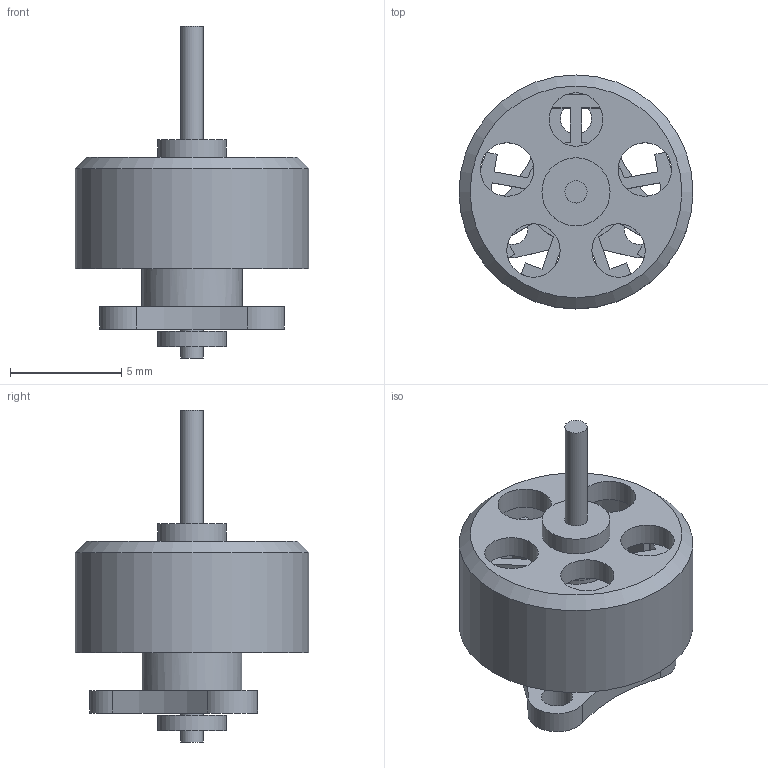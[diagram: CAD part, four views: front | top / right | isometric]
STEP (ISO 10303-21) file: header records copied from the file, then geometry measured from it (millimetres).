
FILE_DESCRIPTION(/* description */ ('STEP AP242','CAx-IF Rec.Pracs.---Representation and Presentation of Product Manufacturing Information (PMI)---4.0---2014-10-13','CAx-IF Rec.Pracs.---3D Tessellated Geometry---0.4---2014-09-14','2;1'),/* implementation_level */ '2;1');
FILE_NAME(/* name */ '66a6d961c5476c571dc28d61',/* time_stamp */ '2024-07-28T23:50:57Z',/* author */ (''),/* organization */ (''),/* preprocessor_version */ 'ST-DEVELOPER v20',/* originating_system */ ' ',/* authorisation */ ' ');
FILE_SCHEMA (('AP242_MANAGED_MODEL_BASED_3D_ENGINEERING_MIM_LF { 1 0 10303 442 1 1 4 }'));
Length unit declared in the file: metre
Products named in the file (2): bell; Motor
Bounding box: 10.5 x 10.5 x 14.9 mm (x, y, z)
Volume: 330.2 mm3; surface area: 931.8 mm2
Topology: 2 solids, 2 shells, 110 faces, 296 edges, 198 vertices
Faces by surface type: plane 75, cylinder 33, cone 2
Full cylindrical faces by diameter (mm): 1 x3, 1.3 x1, 1.4 x3, 2.4 x5, 3 x1, 3.06 x2, 4.5 x1, 9.1 x1, 10.5 x1
Entity records: 4046 total; most frequent: DIRECTION 580, CARTESIAN_POINT 576, ORIENTED_EDGE 542, EDGE_CURVE 271, AXIS2_PLACEMENT_3D 197, VERTEX_POINT 193, LINE 186, VECTOR 186
